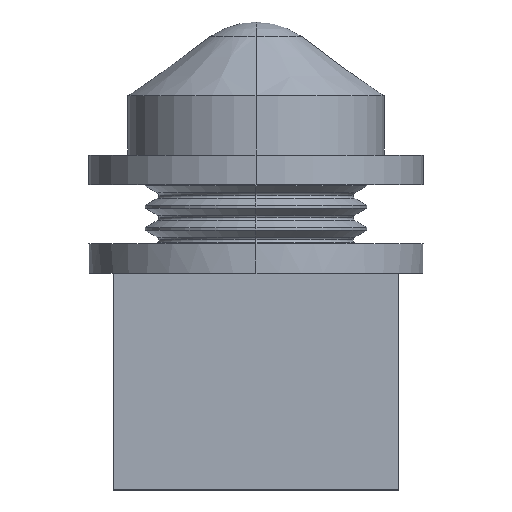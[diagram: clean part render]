
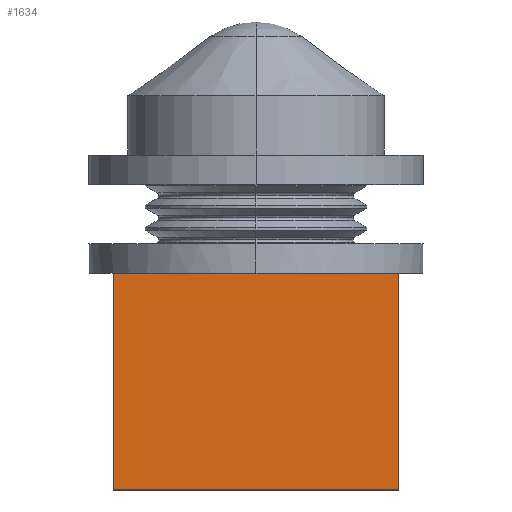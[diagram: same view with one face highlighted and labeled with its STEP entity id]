
A CAD part, left-side view. The second image highlights one B-rep face of the part: STEP entity #1634.
In plain terms, the highlighted planar face has unit normal (-1, 0, 0).
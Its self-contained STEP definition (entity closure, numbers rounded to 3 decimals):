
#996=VERTEX_POINT('',#2729);
#1180=VERTEX_POINT('',#2939);
#1200=EDGE_CURVE('',#2074,#1774,#2961,.T.);
#1210=EDGE_CURVE('',#996,#1180,#2971,.T.);
#1214=EDGE_CURVE('',#1642,#2074,#2976,.T.);
#1322=VERTEX_POINT('',#3097);
#1494=EDGE_CURVE('',#1322,#1642,#3293,.T.);
#1634=ADVANCED_FACE('',(#3447),#3448,.T.);
#1642=VERTEX_POINT('',#3456);
#1774=VERTEX_POINT('',#3610);
#1850=EDGE_CURVE('',#996,#1322,#3692,.T.);
#1996=EDGE_CURVE('',#1180,#1774,#3860,.T.);
#2074=VERTEX_POINT('',#3943);
#2729=CARTESIAN_POINT('',(-29.0,17.748,44.));
#2939=CARTESIAN_POINT('',(-29.0,-17.748,44.0));
#2961=LINE('',#4984,#4985);
#2971=LINE('',#4999,#5000);
#2976=LINE('',#5006,#5007);
#3097=CARTESIAN_POINT('',(-29.0,29.0,44.));
#3293=LINE('',#5423,#5424);
#3447=FACE_OUTER_BOUND('',#5621,.T.);
#3448=PLANE('',#5622);
#3456=CARTESIAN_POINT('',(-29.0,29.0,0.));
#3610=CARTESIAN_POINT('',(-29.0,-29.0,44.));
#3692=LINE('',#5938,#5939);
#3860=LINE('',#6156,#6157);
#3943=CARTESIAN_POINT('',(-29.0,-29.0,0.));
#4984=CARTESIAN_POINT('',(-29.0,-29.0,44.));
#4985=VECTOR('',#7505,1.0);
#4999=CARTESIAN_POINT('',(-29.0,0.,44.0));
#5000=VECTOR('',#7515,1.0);
#5006=CARTESIAN_POINT('',(-29.0,0.,0.));
#5007=VECTOR('',#7523,1.0);
#5423=CARTESIAN_POINT('',(-29.0,29.0,44.));
#5424=VECTOR('',#7958,1.0);
#5621=EDGE_LOOP('',(#8146,#8147,#8148,#8149,#8150,#8151));
#5622=AXIS2_PLACEMENT_3D('',#8152,#8153,#8154);
#5938=CARTESIAN_POINT('',(-29.0,0.,44.));
#5939=VECTOR('',#8493,1.0);
#6156=CARTESIAN_POINT('',(-29.0,0.,44.));
#6157=VECTOR('',#8734,1.0);
#7505=DIRECTION('',(0.0,0.,1.0));
#7515=DIRECTION('',(0.0,-1.0,0.0));
#7523=DIRECTION('',(0.0,-1.0,0.));
#7958=DIRECTION('',(0.0,0.,-1.0));
#8146=ORIENTED_EDGE('',*,*,#1200,.T.);
#8147=ORIENTED_EDGE('',*,*,#1996,.F.);
#8148=ORIENTED_EDGE('',*,*,#1210,.F.);
#8149=ORIENTED_EDGE('',*,*,#1850,.T.);
#8150=ORIENTED_EDGE('',*,*,#1494,.T.);
#8151=ORIENTED_EDGE('',*,*,#1214,.T.);
#8152=CARTESIAN_POINT('',(-29.0,0.,0.));
#8153=DIRECTION('',(-1.0,0.0,0.0));
#8154=DIRECTION('',(0.0,-1.0,0.));
#8493=DIRECTION('',(0.0,1.0,0.));
#8734=DIRECTION('',(0.0,-1.0,0.));
